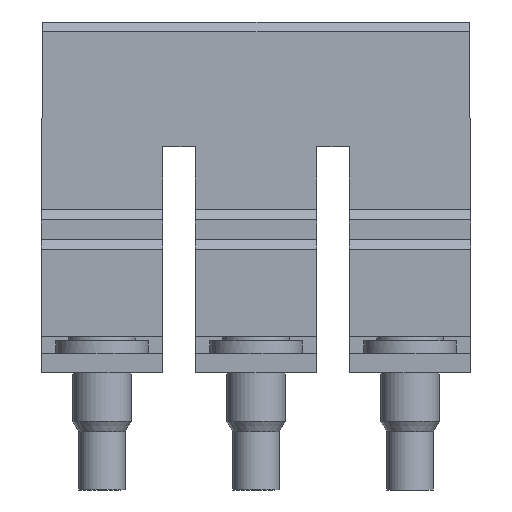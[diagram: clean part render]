
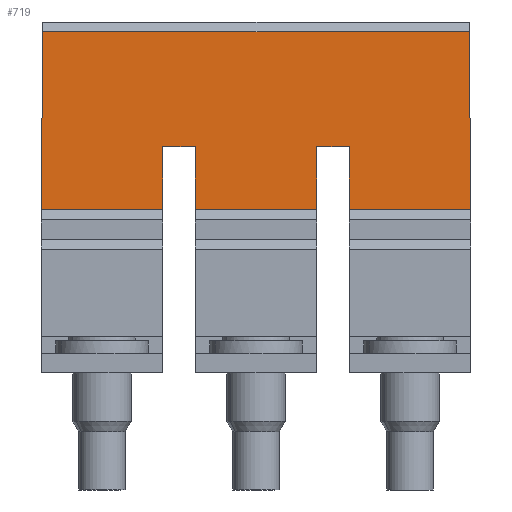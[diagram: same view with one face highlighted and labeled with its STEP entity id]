
A CAD part, front view. The second image highlights one B-rep face of the part: STEP entity #719.
In plain terms, the highlighted planar face has unit normal (0, -1, 0.009).
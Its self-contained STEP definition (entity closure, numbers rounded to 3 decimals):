
#649=AXIS2_PLACEMENT_3D('Plane Axis2P3D',#646,#647,#648) ;
#167=CARTESIAN_POINT('Vertex',(0.,5.445,14.4)) ;
#240=CARTESIAN_POINT('Vertex',(6.23,5.473,17.6)) ;
#243=CARTESIAN_POINT('Line Origine',(6.23,5.459,16.)) ;
#247=CARTESIAN_POINT('Vertex',(6.23,5.445,14.4)) ;
#414=CARTESIAN_POINT('Vertex',(0.079,5.524,23.5)) ;
#436=CARTESIAN_POINT('Line Origine',(0.04,5.485,18.95)) ;
#455=CARTESIAN_POINT('Line Origine',(3.115,5.445,14.4)) ;
#627=CARTESIAN_POINT('Line Origine',(7.065,5.473,17.6)) ;
#631=CARTESIAN_POINT('Vertex',(7.9,5.473,17.6)) ;
#646=CARTESIAN_POINT('Axis2P3D Location',(22.03,5.524,23.5)) ;
#651=CARTESIAN_POINT('Line Origine',(7.9,5.459,16.)) ;
#655=CARTESIAN_POINT('Vertex',(7.9,5.445,14.4)) ;
#658=CARTESIAN_POINT('Line Origine',(11.015,5.445,14.4)) ;
#662=CARTESIAN_POINT('Vertex',(14.13,5.445,14.4)) ;
#665=CARTESIAN_POINT('Line Origine',(14.13,5.459,16.)) ;
#669=CARTESIAN_POINT('Vertex',(14.13,5.473,17.6)) ;
#672=CARTESIAN_POINT('Line Origine',(14.965,5.473,17.6)) ;
#676=CARTESIAN_POINT('Vertex',(15.8,5.473,17.6)) ;
#679=CARTESIAN_POINT('Line Origine',(15.8,5.459,16.)) ;
#683=CARTESIAN_POINT('Vertex',(15.8,5.445,14.4)) ;
#686=CARTESIAN_POINT('Line Origine',(18.915,5.445,14.4)) ;
#690=CARTESIAN_POINT('Vertex',(22.03,5.445,14.4)) ;
#693=CARTESIAN_POINT('Line Origine',(21.99,5.485,18.95)) ;
#697=CARTESIAN_POINT('Vertex',(21.951,5.524,23.5)) ;
#700=CARTESIAN_POINT('Line Origine',(11.015,5.524,23.5)) ;
#244=DIRECTION('Vector Direction',(0.,-0.009,-1.)) ;
#437=DIRECTION('Vector Direction',(0.009,0.009,1.)) ;
#456=DIRECTION('Vector Direction',(-1.,0.,0.)) ;
#628=DIRECTION('Vector Direction',(-1.,0.,0.)) ;
#647=DIRECTION('Axis2P3D Direction',(0.,-1.,0.009)) ;
#648=DIRECTION('Axis2P3D XDirection',(0.,-0.009,-1.)) ;
#652=DIRECTION('Vector Direction',(0.,0.009,1.)) ;
#659=DIRECTION('Vector Direction',(1.,0.,0.)) ;
#666=DIRECTION('Vector Direction',(0.,-0.009,-1.)) ;
#673=DIRECTION('Vector Direction',(-1.,0.,0.)) ;
#680=DIRECTION('Vector Direction',(0.,0.009,1.)) ;
#687=DIRECTION('Vector Direction',(1.,0.,0.)) ;
#694=DIRECTION('Vector Direction',(-0.009,0.009,1.)) ;
#701=DIRECTION('Vector Direction',(1.,0.,0.)) ;
#245=VECTOR('Line Direction',#244,1.) ;
#438=VECTOR('Line Direction',#437,1.) ;
#457=VECTOR('Line Direction',#456,1.) ;
#629=VECTOR('Line Direction',#628,1.) ;
#653=VECTOR('Line Direction',#652,1.) ;
#660=VECTOR('Line Direction',#659,1.) ;
#667=VECTOR('Line Direction',#666,1.) ;
#674=VECTOR('Line Direction',#673,1.) ;
#681=VECTOR('Line Direction',#680,1.) ;
#688=VECTOR('Line Direction',#687,1.) ;
#695=VECTOR('Line Direction',#694,1.) ;
#702=VECTOR('Line Direction',#701,1.) ;
#706=ORIENTED_EDGE('',*,*,#657,.F.) ;
#707=ORIENTED_EDGE('',*,*,#664,.T.) ;
#708=ORIENTED_EDGE('',*,*,#671,.F.) ;
#709=ORIENTED_EDGE('',*,*,#678,.F.) ;
#710=ORIENTED_EDGE('',*,*,#685,.F.) ;
#711=ORIENTED_EDGE('',*,*,#692,.T.) ;
#712=ORIENTED_EDGE('',*,*,#699,.T.) ;
#713=ORIENTED_EDGE('',*,*,#704,.F.) ;
#714=ORIENTED_EDGE('',*,*,#440,.F.) ;
#715=ORIENTED_EDGE('',*,*,#459,.T.) ;
#716=ORIENTED_EDGE('',*,*,#249,.F.) ;
#717=ORIENTED_EDGE('',*,*,#633,.F.) ;
#719=ADVANCED_FACE('KU_WQV6/3',(#718),#650,.T.) ;
#249=EDGE_CURVE('',#241,#248,#246,.T.) ;
#440=EDGE_CURVE('',#168,#415,#439,.T.) ;
#459=EDGE_CURVE('',#168,#248,#458,.F.) ;
#633=EDGE_CURVE('',#632,#241,#630,.T.) ;
#657=EDGE_CURVE('',#656,#632,#654,.T.) ;
#664=EDGE_CURVE('',#656,#663,#661,.T.) ;
#671=EDGE_CURVE('',#670,#663,#668,.T.) ;
#678=EDGE_CURVE('',#677,#670,#675,.T.) ;
#685=EDGE_CURVE('',#684,#677,#682,.T.) ;
#692=EDGE_CURVE('',#684,#691,#689,.T.) ;
#699=EDGE_CURVE('',#691,#698,#696,.T.) ;
#704=EDGE_CURVE('',#415,#698,#703,.T.) ;
#705=EDGE_LOOP('',(#706,#707,#708,#709,#710,#711,#712,#713,#714,#715,#716,#717)) ;
#718=FACE_OUTER_BOUND('',#705,.T.) ;
#246=LINE('Line',#243,#245) ;
#439=LINE('Line',#436,#438) ;
#458=LINE('Line',#455,#457) ;
#630=LINE('Line',#627,#629) ;
#654=LINE('Line',#651,#653) ;
#661=LINE('Line',#658,#660) ;
#668=LINE('Line',#665,#667) ;
#675=LINE('Line',#672,#674) ;
#682=LINE('Line',#679,#681) ;
#689=LINE('Line',#686,#688) ;
#696=LINE('Line',#693,#695) ;
#703=LINE('Line',#700,#702) ;
#650=PLANE('',#649) ;
#168=VERTEX_POINT('',#167) ;
#241=VERTEX_POINT('',#240) ;
#248=VERTEX_POINT('',#247) ;
#415=VERTEX_POINT('',#414) ;
#632=VERTEX_POINT('',#631) ;
#656=VERTEX_POINT('',#655) ;
#663=VERTEX_POINT('',#662) ;
#670=VERTEX_POINT('',#669) ;
#677=VERTEX_POINT('',#676) ;
#684=VERTEX_POINT('',#683) ;
#691=VERTEX_POINT('',#690) ;
#698=VERTEX_POINT('',#697) ;
